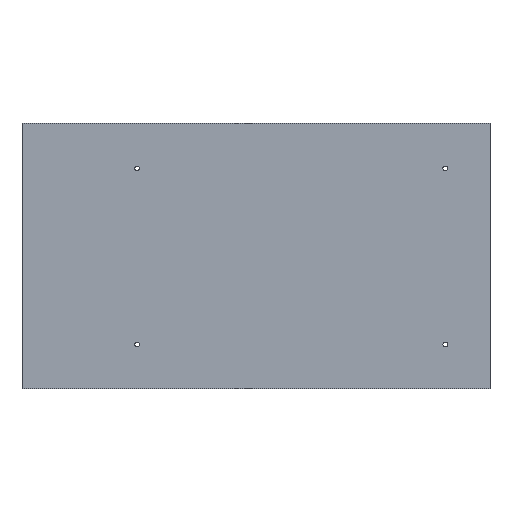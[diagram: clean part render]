
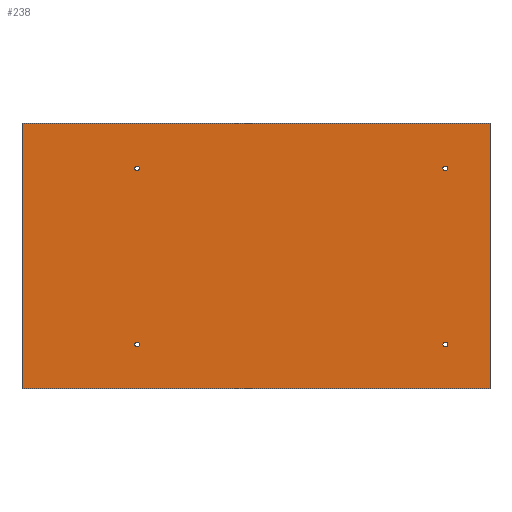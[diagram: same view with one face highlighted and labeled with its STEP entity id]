
A CAD part, top view. The second image highlights one B-rep face of the part: STEP entity #238.
In plain terms, the highlighted planar face has unit normal (0, 0, 1).
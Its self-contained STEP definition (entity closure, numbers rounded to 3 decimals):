
#23=FACE_BOUND('',#53,.T.);
#24=FACE_BOUND('',#54,.T.);
#25=FACE_BOUND('',#55,.T.);
#26=FACE_BOUND('',#56,.T.);
#28=PLANE('',#279);
#38=FACE_OUTER_BOUND('',#52,.T.);
#52=EDGE_LOOP('',(#201,#202,#203,#204));
#53=EDGE_LOOP('',(#205,#206));
#54=EDGE_LOOP('',(#207,#208));
#55=EDGE_LOOP('',(#209,#210));
#56=EDGE_LOOP('',(#211,#212));
#69=LINE('',#413,#85);
#70=LINE('',#415,#86);
#71=LINE('',#417,#87);
#72=LINE('',#418,#88);
#85=VECTOR('',#341,10.);
#86=VECTOR('',#342,10.);
#87=VECTOR('',#343,10.);
#88=VECTOR('',#344,10.);
#95=CIRCLE('',#261,1.035);
#96=CIRCLE('',#262,1.035);
#99=CIRCLE('',#266,1.035);
#100=CIRCLE('',#267,1.035);
#103=CIRCLE('',#271,1.035);
#104=CIRCLE('',#272,1.035);
#107=CIRCLE('',#276,1.035);
#108=CIRCLE('',#277,1.035);
#111=VERTEX_POINT('',#366);
#112=VERTEX_POINT('',#368);
#115=VERTEX_POINT('',#376);
#116=VERTEX_POINT('',#378);
#119=VERTEX_POINT('',#386);
#120=VERTEX_POINT('',#388);
#123=VERTEX_POINT('',#396);
#124=VERTEX_POINT('',#398);
#129=VERTEX_POINT('',#411);
#130=VERTEX_POINT('',#412);
#131=VERTEX_POINT('',#414);
#132=VERTEX_POINT('',#416);
#136=EDGE_CURVE('',#112,#111,#95,.T.);
#137=EDGE_CURVE('',#111,#112,#96,.T.);
#141=EDGE_CURVE('',#116,#115,#99,.T.);
#142=EDGE_CURVE('',#115,#116,#100,.T.);
#146=EDGE_CURVE('',#120,#119,#103,.T.);
#147=EDGE_CURVE('',#119,#120,#104,.T.);
#151=EDGE_CURVE('',#124,#123,#107,.T.);
#152=EDGE_CURVE('',#123,#124,#108,.T.);
#157=EDGE_CURVE('',#129,#130,#69,.T.);
#158=EDGE_CURVE('',#130,#131,#70,.T.);
#159=EDGE_CURVE('',#132,#131,#71,.T.);
#160=EDGE_CURVE('',#132,#129,#72,.T.);
#201=ORIENTED_EDGE('',*,*,#157,.T.);
#202=ORIENTED_EDGE('',*,*,#158,.T.);
#203=ORIENTED_EDGE('',*,*,#159,.F.);
#204=ORIENTED_EDGE('',*,*,#160,.T.);
#205=ORIENTED_EDGE('',*,*,#136,.T.);
#206=ORIENTED_EDGE('',*,*,#137,.T.);
#207=ORIENTED_EDGE('',*,*,#141,.T.);
#208=ORIENTED_EDGE('',*,*,#142,.T.);
#209=ORIENTED_EDGE('',*,*,#146,.T.);
#210=ORIENTED_EDGE('',*,*,#147,.T.);
#211=ORIENTED_EDGE('',*,*,#151,.T.);
#212=ORIENTED_EDGE('',*,*,#152,.T.);
#238=ADVANCED_FACE('',(#38,#23,#24,#25,#26),#28,.T.);
#261=AXIS2_PLACEMENT_3D('',#369,#296,#297);
#262=AXIS2_PLACEMENT_3D('',#370,#298,#299);
#266=AXIS2_PLACEMENT_3D('',#379,#307,#308);
#267=AXIS2_PLACEMENT_3D('',#380,#309,#310);
#271=AXIS2_PLACEMENT_3D('',#389,#318,#319);
#272=AXIS2_PLACEMENT_3D('',#390,#320,#321);
#276=AXIS2_PLACEMENT_3D('',#399,#329,#330);
#277=AXIS2_PLACEMENT_3D('',#400,#331,#332);
#279=AXIS2_PLACEMENT_3D('',#410,#339,#340);
#296=DIRECTION('center_axis',(0.,0.,-1.));
#297=DIRECTION('ref_axis',(-1.,0.,0.));
#298=DIRECTION('center_axis',(0.,0.,-1.));
#299=DIRECTION('ref_axis',(-1.,0.,0.));
#307=DIRECTION('center_axis',(0.,0.,-1.));
#308=DIRECTION('ref_axis',(-1.,0.,0.));
#309=DIRECTION('center_axis',(0.,0.,-1.));
#310=DIRECTION('ref_axis',(-1.,0.,0.));
#318=DIRECTION('center_axis',(0.,0.,-1.));
#319=DIRECTION('ref_axis',(-1.,0.,0.));
#320=DIRECTION('center_axis',(0.,0.,-1.));
#321=DIRECTION('ref_axis',(-1.,0.,0.));
#329=DIRECTION('center_axis',(0.,0.,-1.));
#330=DIRECTION('ref_axis',(-1.,0.,0.));
#331=DIRECTION('center_axis',(0.,0.,-1.));
#332=DIRECTION('ref_axis',(-1.,0.,0.));
#339=DIRECTION('center_axis',(0.,0.,1.));
#340=DIRECTION('ref_axis',(1.,0.,0.));
#341=DIRECTION('',(1.,0.,0.));
#342=DIRECTION('',(0.,1.,0.));
#343=DIRECTION('',(1.,0.,0.));
#344=DIRECTION('',(0.,-1.,0.));
#366=CARTESIAN_POINT('',(115.335,-114.3,13.6));
#368=CARTESIAN_POINT('',(113.265,-114.3,13.6));
#369=CARTESIAN_POINT('Origin',(114.3,-114.3,13.6));
#370=CARTESIAN_POINT('Origin',(114.3,-114.3,13.6));
#376=CARTESIAN_POINT('',(115.335,-38.1,13.6));
#378=CARTESIAN_POINT('',(113.265,-38.1,13.6));
#379=CARTESIAN_POINT('Origin',(114.3,-38.1,13.6));
#380=CARTESIAN_POINT('Origin',(114.3,-38.1,13.6));
#386=CARTESIAN_POINT('',(248.685,-38.1,13.6));
#388=CARTESIAN_POINT('',(246.615,-38.1,13.6));
#389=CARTESIAN_POINT('Origin',(247.65,-38.1,13.6));
#390=CARTESIAN_POINT('Origin',(247.65,-38.1,13.6));
#396=CARTESIAN_POINT('',(248.685,-114.3,13.6));
#398=CARTESIAN_POINT('',(246.615,-114.3,13.6));
#399=CARTESIAN_POINT('Origin',(247.65,-114.3,13.6));
#400=CARTESIAN_POINT('Origin',(247.65,-114.3,13.6));
#410=CARTESIAN_POINT('Origin',(165.75,-76.,13.6));
#411=CARTESIAN_POINT('',(64.5,-133.5,13.6));
#412=CARTESIAN_POINT('',(267.,-133.5,13.6));
#413=CARTESIAN_POINT('',(115.125,-133.5,13.6));
#414=CARTESIAN_POINT('',(267.,-18.5,13.6));
#415=CARTESIAN_POINT('',(267.,-104.75,13.6));
#416=CARTESIAN_POINT('',(64.5,-18.5,13.6));
#417=CARTESIAN_POINT('',(216.375,-18.5,13.6));
#418=CARTESIAN_POINT('',(64.5,-47.25,13.6));
